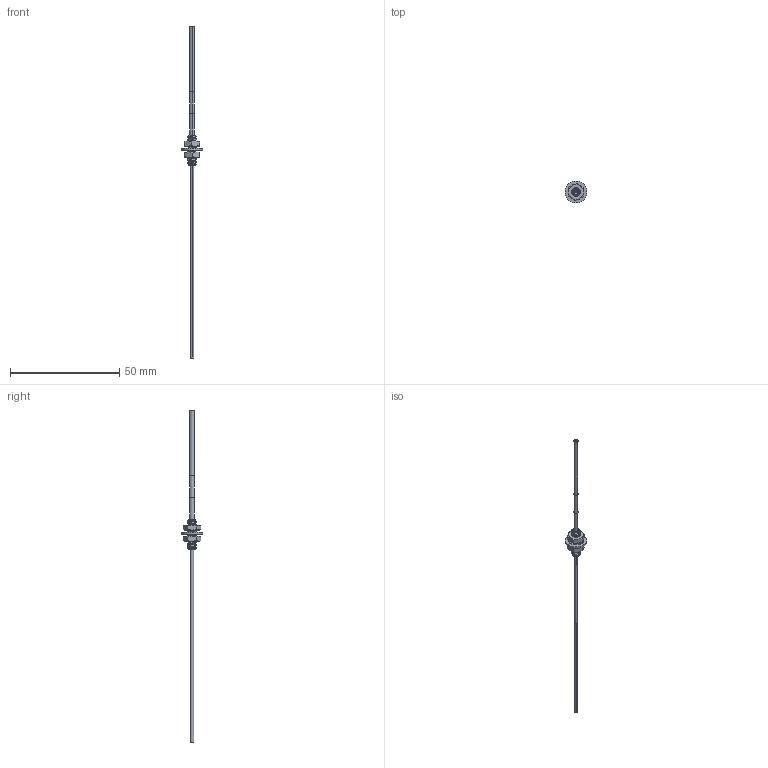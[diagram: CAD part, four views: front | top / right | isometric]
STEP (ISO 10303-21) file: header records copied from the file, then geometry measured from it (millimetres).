
FILE_DESCRIPTION((''),'2;1');
FILE_NAME('192784_ASM','2016-02-09T',('pdmadmin'),(''),'PRO/ENGINEER BY PARAMETRIC TECHNOLOGY CORPORATION, 2013230','PRO/ENGINEER BY PARAMETRIC TECHNOLOGY CORPORATION, 2013230','');
FILE_SCHEMA(('CONFIG_CONTROL_DESIGN'));
Products named in the file (8): 13959; 13970; 10140; 08394_M4_ITLW_NI; 08397_M4_X_0_7_HEX_JAM_NUT_NI; FIBER_CORE_1MM; 26083_ASM; 192784_ASM
Assembly tree (8 placements, depth 3):
  192784_ASM
    26083_ASM
      13959
      13970
      10140
      08394_M4_ITLW_NI
      08397_M4_X_0_7_HEX_JAM_NUT_NI  x2
      FIBER_CORE_1MM
Bounding box: 10 x 10 x 151.97 mm (x, y, z)
Volume: 491.2 mm3; surface area: 2487.1 mm2
Topology: 7 solids, 8 shells, 263 faces, 645 edges, 395 vertices
Faces by surface type: cylinder 125, cone 76, plane 46, bspline 16
Entity records: 11811 total; most frequent: CARTESIAN_POINT 6579, ORIENTED_EDGE 1078, DIRECTION 1054, EDGE_CURVE 541, AXIS2_PLACEMENT_3D 417, VERTEX_POINT 339, EDGE_LOOP 222, VECTOR 220
